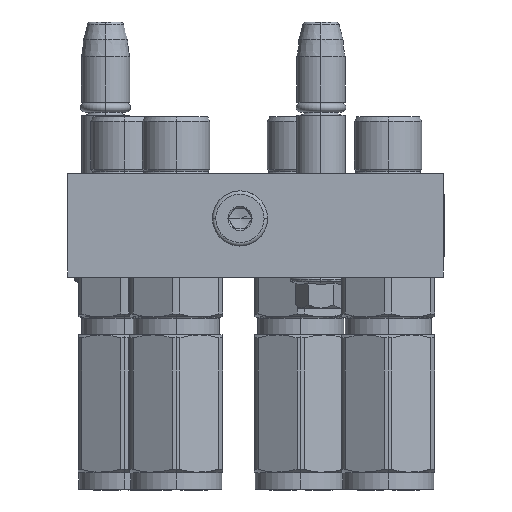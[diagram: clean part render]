
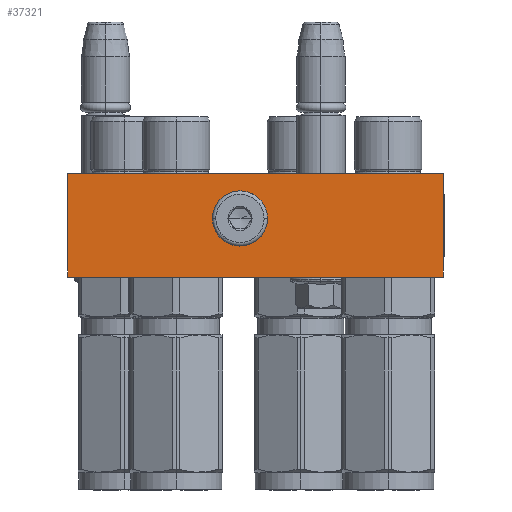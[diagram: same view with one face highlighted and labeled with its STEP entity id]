
A CAD part, front view. The second image highlights one B-rep face of the part: STEP entity #37321.
In plain terms, the highlighted face is planar.
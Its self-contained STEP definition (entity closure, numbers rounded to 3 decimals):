
#162 = CARTESIAN_POINT ( 'NONE',  ( -4.5, 7.78, -50. ) ) ;
#1252 = CARTESIAN_POINT ( 'NONE',  ( -9.388, 14.84, -50. ) ) ;
#1449 = CARTESIAN_POINT ( 'NONE',  ( -0.325, 9.793, -50. ) ) ;
#1774 = CARTESIAN_POINT ( 'NONE',  ( 0.678, 13.683, -50. ) ) ;
#2053 = CARTESIAN_POINT ( 'NONE',  ( -54.5, 0., -50. ) ) ;
#2697 = PLANE ( 'NONE',  #33915 ) ;
#2873 = VERTEX_POINT ( 'NONE', #51867 ) ;
#3033 = EDGE_CURVE ( 'NONE', #26077, #45454, #35010, .T. ) ;
#4010 = VERTEX_POINT ( 'NONE', #46441 ) ;
#4251 = CARTESIAN_POINT ( 'NONE',  ( -9.711, 12.656, -50. ) ) ;
#4426 = CARTESIAN_POINT ( 'NONE',  ( -9.72, 13., -50. ) ) ;
#5018 = CARTESIAN_POINT ( 'NONE',  ( 0.653, 13.85, -50. ) ) ;
#5191 = CARTESIAN_POINT ( 'NONE',  ( -5.865, 18.084, -50. ) ) ;
#5359 = CARTESIAN_POINT ( 'NONE',  ( -9.545, 14.353, -50. ) ) ;
#6085 = CARTESIAN_POINT ( 'NONE',  ( 0.061, 10.371, -50. ) ) ;
#6401 = CARTESIAN_POINT ( 'NONE',  ( -9.719, 13.346, -50. ) ) ;
#7131 = ORIENTED_EDGE ( 'NONE', *, *, #13154, .T. ) ;
#8208 = CARTESIAN_POINT ( 'NONE',  ( -9.678, 12.317, -50. ) ) ;
#8332 = EDGE_CURVE ( 'NONE', #2873, #4010, #13975, .T. ) ;
#9120 = CARTESIAN_POINT ( 'NONE',  ( 0.061, 15.63, -50. ) ) ;
#9302 = CARTESIAN_POINT ( 'NONE',  ( -7.13, 17.561, -50. ) ) ;
#9648 = CARTESIAN_POINT ( 'NONE',  ( 0.553, 14.354, -50. ) ) ;
#10342 = DIRECTION ( 'NONE',  ( 0., 1., 0. ) ) ;
#10595 = DIRECTION ( 'NONE',  ( -1., 0., 0. ) ) ;
#10617 = EDGE_LOOP ( 'NONE', ( #35527, #11728, #12338, #11054 ) ) ;
#11054 = ORIENTED_EDGE ( 'NONE', *, *, #47725, .T. ) ;
#11603 = FACE_OUTER_BOUND ( 'NONE', #10617, .T. ) ;
#11662 = CARTESIAN_POINT ( 'NONE',  ( -4.5, 7.78, -50. ) ) ;
#11728 = ORIENTED_EDGE ( 'NONE', *, *, #16249, .F. ) ;
#12073 = VECTOR ( 'NONE', #10342, 1000. ) ;
#12338 = ORIENTED_EDGE ( 'NONE', *, *, #8332, .F. ) ;
#12490 = CARTESIAN_POINT ( 'NONE',  ( -9.061, 10.37, -50. ) ) ;
#13154 = EDGE_CURVE ( 'NONE', #45454, #25213, #29929, .T. ) ;
#13265 = CARTESIAN_POINT ( 'NONE',  ( -0.325, 16.207, -50. ) ) ;
#13434 = CARTESIAN_POINT ( 'NONE',  ( -7.707, 17.175, -50. ) ) ;
#13975 = LINE ( 'NONE', #30616, #12073 ) ;
#14152 = CARTESIAN_POINT ( 'NONE',  ( -4.5, 7.78, -50. ) ) ;
#14333 = CARTESIAN_POINT ( 'NONE',  ( 0.719, 12.654, -50. ) ) ;
#15417 = LINE ( 'NONE', #34296, #46843 ) ;
#15761 = VERTEX_POINT ( 'NONE', #2053 ) ;
#16249 = EDGE_CURVE ( 'NONE', #4010, #44763, #29213, .T. ) ;
#16617 = B_SPLINE_CURVE_WITH_KNOTS ( 'NONE', 3,
 ( #38517, #26308, #42290, #1774, #5018, #9648, #33705, #9120, #13265, #29731, #41935, #46055, #17381, #21531, #5191, #9302, #13434, #42115, #38158, #1252, #29919, #5359, #34051, #42978, #6401, #27010 ),
 .UNSPECIFIED., .F., .F.,
 ( 4, 2, 2, 2, 2, 2, 2, 2, 2, 2, 2, 2, 4 ),
 ( 0., 0.031, 0.062, 0.125, 0.25, 0.375, 0.5, 0.625, 0.75, 0.875, 0.906, 0.937, 1. ),
 .UNSPECIFIED. ) ;
#16793 = CARTESIAN_POINT ( 'NONE',  ( -8.675, 9.793, -50. ) ) ;
#17381 = CARTESIAN_POINT ( 'NONE',  ( -3.815, 18.22, -50. ) ) ;
#17831 = CARTESIAN_POINT ( 'NONE',  ( 54.5, 0., -50. ) ) ;
#17992 = FACE_BOUND ( 'NONE', #24166, .T. ) ;
#18120 = CARTESIAN_POINT ( 'NONE',  ( -1.293, 8.825, -50. ) ) ;
#20932 = CARTESIAN_POINT ( 'NONE',  ( -7.13, 8.44, -50. ) ) ;
#21531 = CARTESIAN_POINT ( 'NONE',  ( -5.185, 18.22, -50. ) ) ;
#22131 = DIRECTION ( 'NONE',  ( -1., 0., 0. ) ) ;
#22249 = CARTESIAN_POINT ( 'NONE',  ( -3.135, 7.916, -50. ) ) ;
#22280 = DIRECTION ( 'NONE',  ( 0., 1., 0. ) ) ;
#22581 = CARTESIAN_POINT ( 'NONE',  ( 0.388, 11.16, -50. ) ) ;
#22844 = CARTESIAN_POINT ( 'NONE',  ( -54.5, 30., -50. ) ) ;
#23326 = DIRECTION ( 'NONE',  ( 0., 0., -1. ) ) ;
#23698 = EDGE_CURVE ( 'NONE', #15761, #44763, #15417, .T. ) ;
#24166 = EDGE_LOOP ( 'NONE', ( #52328, #7131, #47862 ) ) ;
#24675 = CARTESIAN_POINT ( 'NONE',  ( -9.454, 11.319, -50. ) ) ;
#25213 = VERTEX_POINT ( 'NONE', #49524 ) ;
#25985 = CARTESIAN_POINT ( 'NONE',  ( -3.815, 7.78, -50. ) ) ;
#26077 = VERTEX_POINT ( 'NONE', #46813 ) ;
#26308 = CARTESIAN_POINT ( 'NONE',  ( 0.72, 13.173, -50. ) ) ;
#26661 = EDGE_CURVE ( 'NONE', #25213, #26077, #16617, .T. ) ;
#27010 = CARTESIAN_POINT ( 'NONE',  ( -9.72, 13., -50. ) ) ;
#29164 = CARTESIAN_POINT ( 'NONE',  ( -9.72, 12.827, -50. ) ) ;
#29213 = LINE ( 'NONE', #37328, #43299 ) ;
#29731 = CARTESIAN_POINT ( 'NONE',  ( -1.293, 17.175, -50. ) ) ;
#29919 = CARTESIAN_POINT ( 'NONE',  ( -9.446, 14.679, -50. ) ) ;
#29929 = B_SPLINE_CURVE_WITH_KNOTS ( 'NONE', 3,
 ( #14152, #25985, #22249, #47139, #18120, #1449, #6085, #22581, #34783, #38898, #51194, #42836, #14333, #30111 ),
 .UNSPECIFIED., .F., .F.,
 ( 4, 2, 2, 2, 2, 2, 4 ),
 ( 0.5, 0.625, 0.75, 0.875, 0.906, 0.938, 1. ),
 .UNSPECIFIED. ) ;
#30111 = CARTESIAN_POINT ( 'NONE',  ( 0.72, 13., -50. ) ) ;
#30616 = CARTESIAN_POINT ( 'NONE',  ( 54.5, 0., -50. ) ) ;
#31409 = CARTESIAN_POINT ( 'NONE',  ( 54.5, 0., -50. ) ) ;
#32765 = CARTESIAN_POINT ( 'NONE',  ( -5.185, 7.78, -50. ) ) ;
#32945 = CARTESIAN_POINT ( 'NONE',  ( -9.553, 11.646, -50. ) ) ;
#33705 = CARTESIAN_POINT ( 'NONE',  ( 0.454, 14.681, -50. ) ) ;
#33915 = AXIS2_PLACEMENT_3D ( 'NONE', #31409, #23326, #10595 ) ;
#34051 = CARTESIAN_POINT ( 'NONE',  ( -9.586, 14.185, -50. ) ) ;
#34296 = CARTESIAN_POINT ( 'NONE',  ( -54.5, 0., -50. ) ) ;
#34783 = CARTESIAN_POINT ( 'NONE',  ( 0.446, 11.321, -50. ) ) ;
#35010 = B_SPLINE_CURVE_WITH_KNOTS ( 'NONE', 3,
 ( #4426, #29164, #4251, #8208, #41354, #32945, #24675, #12490, #16793, #45461, #20932, #45290, #32765, #162 ),
 .UNSPECIFIED., .F., .F.,
 ( 4, 2, 2, 2, 2, 2, 4 ),
 ( 0., 0.031, 0.063, 0.125, 0.25, 0.375, 0.5 ),
 .UNSPECIFIED. ) ;
#35527 = ORIENTED_EDGE ( 'NONE', *, *, #23698, .T. ) ;
#37321 = ADVANCED_FACE ( 'NONE', ( #17992, #11603 ), #2697, .T. ) ;
#37328 = CARTESIAN_POINT ( 'NONE',  ( 54.5, 30., -50. ) ) ;
#38158 = CARTESIAN_POINT ( 'NONE',  ( -9.061, 15.629, -50. ) ) ;
#38517 = CARTESIAN_POINT ( 'NONE',  ( 0.72, 13., -50. ) ) ;
#38898 = CARTESIAN_POINT ( 'NONE',  ( 0.545, 11.647, -50. ) ) ;
#41354 = CARTESIAN_POINT ( 'NONE',  ( -9.653, 12.15, -50. ) ) ;
#41935 = CARTESIAN_POINT ( 'NONE',  ( -1.87, 17.56, -50. ) ) ;
#42115 = CARTESIAN_POINT ( 'NONE',  ( -8.675, 16.207, -50. ) ) ;
#42290 = CARTESIAN_POINT ( 'NONE',  ( 0.711, 13.344, -50. ) ) ;
#42836 = CARTESIAN_POINT ( 'NONE',  ( 0.686, 12.315, -50. ) ) ;
#42978 = CARTESIAN_POINT ( 'NONE',  ( -9.686, 13.685, -50. ) ) ;
#43299 = VECTOR ( 'NONE', #49335, 1000. ) ;
#44763 = VERTEX_POINT ( 'NONE', #22844 ) ;
#45290 = CARTESIAN_POINT ( 'NONE',  ( -5.865, 7.915, -50. ) ) ;
#45454 = VERTEX_POINT ( 'NONE', #11662 ) ;
#45461 = CARTESIAN_POINT ( 'NONE',  ( -7.707, 8.825, -50. ) ) ;
#46055 = CARTESIAN_POINT ( 'NONE',  ( -3.135, 18.085, -50. ) ) ;
#46068 = LINE ( 'NONE', #17831, #47351 ) ;
#46441 = CARTESIAN_POINT ( 'NONE',  ( 54.5, 30., -50. ) ) ;
#46813 = CARTESIAN_POINT ( 'NONE',  ( -9.72, 13., -50. ) ) ;
#46843 = VECTOR ( 'NONE', #22280, 1000. ) ;
#47139 = CARTESIAN_POINT ( 'NONE',  ( -1.87, 8.439, -50. ) ) ;
#47351 = VECTOR ( 'NONE', #22131, 1000. ) ;
#47725 = EDGE_CURVE ( 'NONE', #2873, #15761, #46068, .T. ) ;
#47862 = ORIENTED_EDGE ( 'NONE', *, *, #26661, .T. ) ;
#49335 = DIRECTION ( 'NONE',  ( -1., 0., 0. ) ) ;
#49524 = CARTESIAN_POINT ( 'NONE',  ( 0.72, 13., -50. ) ) ;
#51194 = CARTESIAN_POINT ( 'NONE',  ( 0.586, 11.815, -50. ) ) ;
#51867 = CARTESIAN_POINT ( 'NONE',  ( 54.5, 0., -50. ) ) ;
#52328 = ORIENTED_EDGE ( 'NONE', *, *, #3033, .T. ) ;
